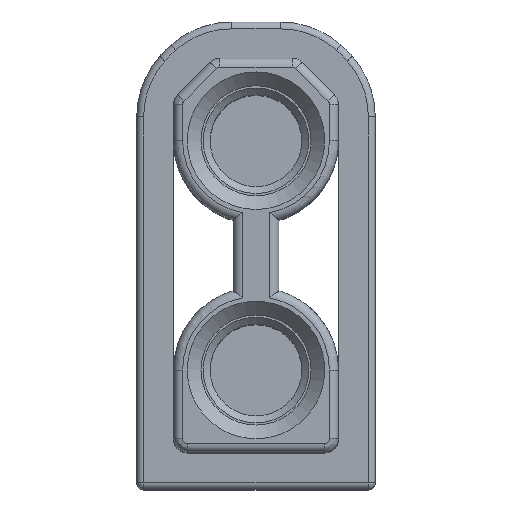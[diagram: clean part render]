
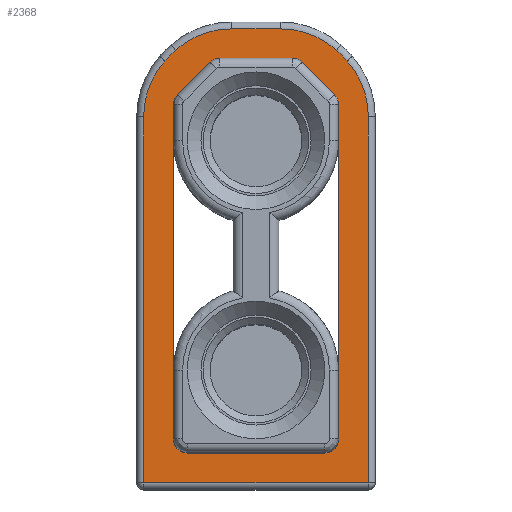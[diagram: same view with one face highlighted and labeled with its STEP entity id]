
A CAD part, top view. The second image highlights one B-rep face of the part: STEP entity #2368.
In plain terms, the highlighted planar face has unit normal (0, 0, 1).
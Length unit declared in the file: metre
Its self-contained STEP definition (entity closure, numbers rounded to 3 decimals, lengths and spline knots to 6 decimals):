
#174=LINE('',#4829,#308);
#182=LINE('',#4850,#316);
#184=LINE('',#4854,#318);
#188=LINE('',#4866,#322);
#190=LINE('',#4870,#324);
#194=LINE('',#4882,#328);
#196=LINE('',#4886,#330);
#198=LINE('',#4892,#332);
#200=LINE('',#4903,#334);
#201=LINE('',#4906,#335);
#202=LINE('',#4908,#336);
#203=LINE('',#4916,#337);
#204=LINE('',#4923,#338);
#205=LINE('',#4924,#339);
#308=VECTOR('',#3919,1.);
#316=VECTOR('',#3939,1.);
#318=VECTOR('',#3943,1.);
#322=VECTOR('',#3957,1.);
#324=VECTOR('',#3961,1.);
#328=VECTOR('',#3975,1.);
#330=VECTOR('',#3979,1.);
#332=VECTOR('',#3987,1.);
#334=VECTOR('',#4003,1.);
#335=VECTOR('',#4004,1.);
#336=VECTOR('',#4005,1.);
#337=VECTOR('',#4012,1.);
#338=VECTOR('',#4019,1.);
#339=VECTOR('',#4020,1.);
#612=ORIENTED_EDGE('',*,*,#1176,.F.);
#613=ORIENTED_EDGE('',*,*,#1177,.F.);
#614=ORIENTED_EDGE('',*,*,#1178,.F.);
#615=ORIENTED_EDGE('',*,*,#1179,.F.);
#616=ORIENTED_EDGE('',*,*,#1180,.F.);
#617=ORIENTED_EDGE('',*,*,#1181,.F.);
#618=ORIENTED_EDGE('',*,*,#1182,.F.);
#619=ORIENTED_EDGE('',*,*,#1183,.F.);
#620=ORIENTED_EDGE('',*,*,#1184,.F.);
#621=ORIENTED_EDGE('',*,*,#1185,.F.);
#622=ORIENTED_EDGE('',*,*,#1166,.T.);
#623=ORIENTED_EDGE('',*,*,#1169,.T.);
#624=ORIENTED_EDGE('',*,*,#1186,.T.);
#625=ORIENTED_EDGE('',*,*,#1172,.T.);
#626=ORIENTED_EDGE('',*,*,#1170,.F.);
#627=ORIENTED_EDGE('',*,*,#1167,.F.);
#628=ORIENTED_EDGE('',*,*,#1163,.T.);
#629=ORIENTED_EDGE('',*,*,#1159,.T.);
#630=ORIENTED_EDGE('',*,*,#1156,.T.);
#631=ORIENTED_EDGE('',*,*,#1151,.T.);
#632=ORIENTED_EDGE('',*,*,#1143,.T.);
#633=ORIENTED_EDGE('',*,*,#1140,.T.);
#634=ORIENTED_EDGE('',*,*,#1187,.T.);
#635=ORIENTED_EDGE('',*,*,#1153,.T.);
#636=ORIENTED_EDGE('',*,*,#1158,.T.);
#637=ORIENTED_EDGE('',*,*,#1161,.T.);
#1140=EDGE_CURVE('',#1443,#1441,#174,.T.);
#1143=EDGE_CURVE('',#1444,#1443,#1632,.T.);
#1151=EDGE_CURVE('',#1450,#1444,#182,.T.);
#1153=EDGE_CURVE('',#1445,#1451,#184,.T.);
#1156=EDGE_CURVE('',#1452,#1450,#1635,.T.);
#1158=EDGE_CURVE('',#1451,#1453,#1636,.T.);
#1159=EDGE_CURVE('',#1454,#1452,#188,.T.);
#1161=EDGE_CURVE('',#1453,#1455,#190,.T.);
#1163=EDGE_CURVE('',#1456,#1454,#1637,.T.);
#1166=EDGE_CURVE('',#1455,#1457,#1638,.T.);
#1167=EDGE_CURVE('',#1456,#1458,#194,.T.);
#1169=EDGE_CURVE('',#1457,#1448,#196,.T.);
#1170=EDGE_CURVE('',#1458,#1459,#1639,.T.);
#1172=EDGE_CURVE('',#1438,#1459,#198,.T.);
#1176=EDGE_CURVE('',#1462,#1463,#200,.T.);
#1177=EDGE_CURVE('',#1464,#1462,#201,.T.);
#1178=EDGE_CURVE('',#1465,#1464,#202,.T.);
#1179=EDGE_CURVE('',#1466,#1465,#1642,.T.);
#1180=EDGE_CURVE('',#1467,#1466,#1643,.T.);
#1181=EDGE_CURVE('',#1468,#1467,#1644,.T.);
#1182=EDGE_CURVE('',#1469,#1468,#203,.T.);
#1183=EDGE_CURVE('',#1470,#1469,#1645,.T.);
#1184=EDGE_CURVE('',#1471,#1470,#1646,.T.);
#1185=EDGE_CURVE('',#1463,#1471,#1647,.T.);
#1186=EDGE_CURVE('',#1448,#1438,#204,.T.);
#1187=EDGE_CURVE('',#1441,#1445,#205,.T.);
#1438=VERTEX_POINT('',#4816);
#1441=VERTEX_POINT('',#4822);
#1443=VERTEX_POINT('',#4830);
#1444=VERTEX_POINT('',#4834);
#1445=VERTEX_POINT('',#4838);
#1448=VERTEX_POINT('',#4844);
#1450=VERTEX_POINT('',#4851);
#1451=VERTEX_POINT('',#4855);
#1452=VERTEX_POINT('',#4859);
#1453=VERTEX_POINT('',#4863);
#1454=VERTEX_POINT('',#4867);
#1455=VERTEX_POINT('',#4871);
#1456=VERTEX_POINT('',#4875);
#1457=VERTEX_POINT('',#4879);
#1458=VERTEX_POINT('',#4883);
#1459=VERTEX_POINT('',#4889);
#1462=VERTEX_POINT('',#4904);
#1463=VERTEX_POINT('',#4905);
#1464=VERTEX_POINT('',#4907);
#1465=VERTEX_POINT('',#4909);
#1466=VERTEX_POINT('',#4911);
#1467=VERTEX_POINT('',#4913);
#1468=VERTEX_POINT('',#4915);
#1469=VERTEX_POINT('',#4917);
#1470=VERTEX_POINT('',#4919);
#1471=VERTEX_POINT('',#4921);
#1632=CIRCLE('',#3491,0.0003);
#1635=CIRCLE('',#3498,0.0003);
#1636=CIRCLE('',#3500,0.0003);
#1637=CIRCLE('',#3504,0.0003);
#1638=CIRCLE('',#3506,0.0003);
#1639=CIRCLE('',#3510,0.0003);
#1642=CIRCLE('',#3519,0.00185);
#1643=CIRCLE('',#3520,0.00265);
#1644=CIRCLE('',#3521,0.00185);
#1645=CIRCLE('',#3522,0.00185);
#1646=CIRCLE('',#3523,0.00265);
#1647=CIRCLE('',#3524,0.00185);
#1828=EDGE_LOOP('',(#612,#613,#614,#615,#616,#617,#618,#619,#620,#621));
#1829=EDGE_LOOP('',(#622,#623,#624,#625,#626,#627,#628,#629,#630,#631,#632,
#633,#634,#635,#636,#637));
#2006=FACE_BOUND('',#1828,.T.);
#2007=FACE_BOUND('',#1829,.T.);
#2146=PLANE('',#3518);
#2368=ADVANCED_FACE('',(#2006,#2007),#2146,.T.);
#3491=AXIS2_PLACEMENT_3D('',#4835,#3924,#3925);
#3498=AXIS2_PLACEMENT_3D('',#4860,#3948,#3949);
#3500=AXIS2_PLACEMENT_3D('',#4864,#3953,#3954);
#3504=AXIS2_PLACEMENT_3D('',#4874,#3965,#3966);
#3506=AXIS2_PLACEMENT_3D('',#4880,#3971,#3972);
#3510=AXIS2_PLACEMENT_3D('',#4888,#3982,#3983);
#3518=AXIS2_PLACEMENT_3D('',#4902,#4001,#4002);
#3519=AXIS2_PLACEMENT_3D('',#4910,#4006,#4007);
#3520=AXIS2_PLACEMENT_3D('',#4912,#4008,#4009);
#3521=AXIS2_PLACEMENT_3D('',#4914,#4010,#4011);
#3522=AXIS2_PLACEMENT_3D('',#4918,#4013,#4014);
#3523=AXIS2_PLACEMENT_3D('',#4920,#4015,#4016);
#3524=AXIS2_PLACEMENT_3D('',#4922,#4017,#4018);
#3919=DIRECTION('',(1.,0.,0.));
#3924=DIRECTION('',(0.,0.,-1.));
#3925=DIRECTION('',(-0.707,0.707,0.));
#3939=DIRECTION('',(0.707,0.707,0.));
#3943=DIRECTION('',(1.,0.,0.));
#3948=DIRECTION('',(0.,0.,-1.));
#3949=DIRECTION('',(-1.,0.,0.));
#3953=DIRECTION('',(0.,0.,-1.));
#3954=DIRECTION('',(0.,1.,0.));
#3957=DIRECTION('',(0.,1.,0.));
#3961=DIRECTION('',(0.,-1.,0.));
#3965=DIRECTION('',(0.,0.,-1.));
#3966=DIRECTION('',(-1.,0.,0.));
#3971=DIRECTION('',(0.,0.,-1.));
#3972=DIRECTION('',(1.,0.,0.));
#3975=DIRECTION('',(0.707,-0.707,0.));
#3979=DIRECTION('',(-1.,0.,0.));
#3982=DIRECTION('',(0.,0.,1.));
#3983=DIRECTION('',(0.,-1.,0.));
#3987=DIRECTION('',(-1.,0.,0.));
#4001=DIRECTION('',(0.,0.,1.));
#4002=DIRECTION('',(1.,0.,0.));
#4003=DIRECTION('',(-1.,0.,0.));
#4004=DIRECTION('',(0.,-1.,0.));
#4005=DIRECTION('',(1.,0.,0.));
#4006=DIRECTION('',(0.,0.,-1.));
#4007=DIRECTION('',(-0.661,0.75,0.));
#4008=DIRECTION('',(0.,0.,-1.));
#4009=DIRECTION('',(-0.75,0.661,0.));
#4010=DIRECTION('',(0.,0.,-1.));
#4011=DIRECTION('',(-1.,0.,0.));
#4012=DIRECTION('',(0.,1.,0.));
#4013=DIRECTION('',(0.,0.,-1.));
#4014=DIRECTION('',(-0.75,-0.661,0.));
#4015=DIRECTION('',(0.,0.,-1.));
#4016=DIRECTION('',(-0.661,-0.75,0.));
#4017=DIRECTION('',(0.,0.,-1.));
#4018=DIRECTION('',(0.,-1.,0.));
#4019=DIRECTION('',(-1.,0.,0.));
#4020=DIRECTION('',(1.,0.,0.));
#4816=CARTESIAN_POINT('',(-0.0025,-0.0018,0.0034));
#4822=CARTESIAN_POINT('',(-0.0025,0.0018,0.0034));
#4829=CARTESIAN_POINT('',(-0.0043,0.0018,0.0034));
#4830=CARTESIAN_POINT('',(-0.003293,0.0018,0.0034));
#4834=CARTESIAN_POINT('',(-0.003505,0.001712,0.0034));
#4835=CARTESIAN_POINT('',(-0.003293,0.0015,0.0034));
#4838=CARTESIAN_POINT('',(0.0025,0.0018,0.0034));
#4844=CARTESIAN_POINT('',(0.0025,-0.0018,0.0034));
#4850=CARTESIAN_POINT('',(-0.005018,0.000199,0.0034));
#4851=CARTESIAN_POINT('',(-0.004212,0.001005,0.0034));
#4854=CARTESIAN_POINT('',(-0.0043,0.0018,0.0034));
#4855=CARTESIAN_POINT('',(0.004,0.0018,0.0034));
#4859=CARTESIAN_POINT('',(-0.0043,0.000793,0.0034));
#4860=CARTESIAN_POINT('',(-0.004,0.000793,0.0034));
#4863=CARTESIAN_POINT('',(0.0043,0.0015,0.0034));
#4864=CARTESIAN_POINT('',(0.004,0.0015,0.0034));
#4866=CARTESIAN_POINT('',(-0.0043,-0.00102,0.0034));
#4867=CARTESIAN_POINT('',(-0.0043,-0.000793,0.0034));
#4870=CARTESIAN_POINT('',(0.0043,0.00048,0.0034));
#4871=CARTESIAN_POINT('',(0.0043,-0.0015,0.0034));
#4874=CARTESIAN_POINT('',(-0.004,-0.000793,0.0034));
#4875=CARTESIAN_POINT('',(-0.004212,-0.001005,0.0034));
#4879=CARTESIAN_POINT('',(0.004,-0.0018,0.0034));
#4880=CARTESIAN_POINT('',(0.004,-0.0015,0.0034));
#4882=CARTESIAN_POINT('',(-0.004499,-0.000718,0.0034));
#4883=CARTESIAN_POINT('',(-0.003505,-0.001712,0.0034));
#4886=CARTESIAN_POINT('',(-0.0003,-0.0018,0.0034));
#4888=CARTESIAN_POINT('',(-0.003293,-0.0015,0.0034));
#4889=CARTESIAN_POINT('',(-0.003293,-0.0018,0.0034));
#4892=CARTESIAN_POINT('',(-0.0003,-0.0018,0.0034));
#4902=CARTESIAN_POINT('',(-0.0051,-0.001039,0.0034));
#4903=CARTESIAN_POINT('',(0.00495,-0.00245,0.0034));
#4904=CARTESIAN_POINT('',(0.00495,-0.00245,0.0034));
#4905=CARTESIAN_POINT('',(-0.003029,-0.00245,0.0034));
#4906=CARTESIAN_POINT('',(0.00495,0.00245,0.0034));
#4907=CARTESIAN_POINT('',(0.00495,0.00245,0.0034));
#4908=CARTESIAN_POINT('',(-0.003029,0.00245,0.0034));
#4909=CARTESIAN_POINT('',(-0.003029,0.00245,0.0034));
#4910=CARTESIAN_POINT('',(-0.003029,0.0006,0.0034));
#4911=CARTESIAN_POINT('',(-0.004253,0.001988,0.0034));
#4912=CARTESIAN_POINT('',(-0.0025,0.,0.0034));
#4913=CARTESIAN_POINT('',(-0.004488,0.001753,0.0034));
#4914=CARTESIAN_POINT('',(-0.0031,0.000529,0.0034));
#4915=CARTESIAN_POINT('',(-0.00495,0.000529,0.0034));
#4916=CARTESIAN_POINT('',(-0.00495,-0.000529,0.0034));
#4917=CARTESIAN_POINT('',(-0.00495,-0.000529,0.0034));
#4918=CARTESIAN_POINT('',(-0.0031,-0.000529,0.0034));
#4919=CARTESIAN_POINT('',(-0.004488,-0.001753,0.0034));
#4920=CARTESIAN_POINT('',(-0.0025,0.,0.0034));
#4921=CARTESIAN_POINT('',(-0.004253,-0.001987,0.0034));
#4922=CARTESIAN_POINT('',(-0.003029,-0.0006,0.0034));
#4923=CARTESIAN_POINT('',(-0.0003,-0.0018,0.0034));
#4924=CARTESIAN_POINT('',(-0.0043,0.0018,0.0034));
